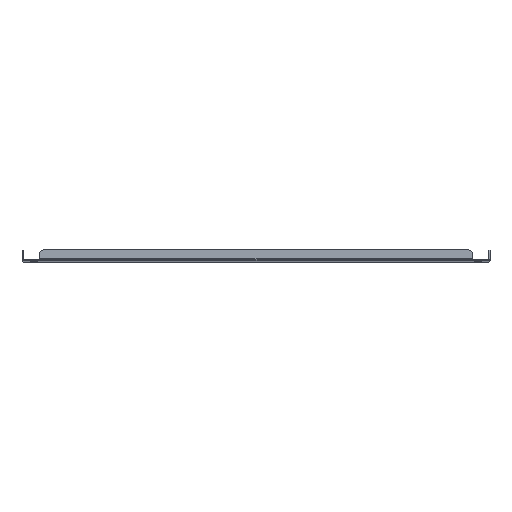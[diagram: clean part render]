
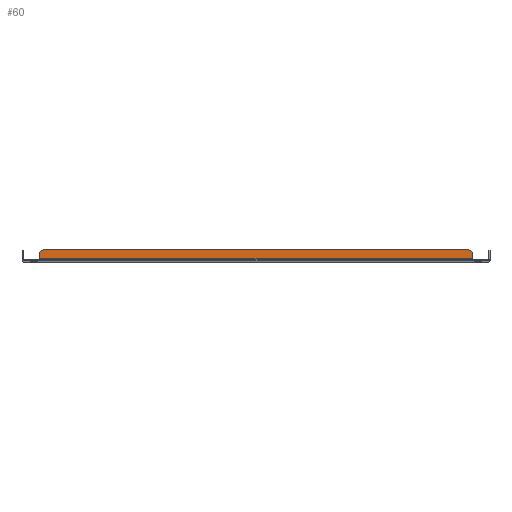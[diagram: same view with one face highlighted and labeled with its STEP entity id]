
A CAD part, top view. The second image highlights one B-rep face of the part: STEP entity #60.
In plain terms, the highlighted planar face has unit normal (0, 0, 1).
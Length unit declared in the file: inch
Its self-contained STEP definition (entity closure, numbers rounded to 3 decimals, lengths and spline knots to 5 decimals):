
#12 = ORIENTED_EDGE ( 'NONE', *, *, #1813, .F. ) ;
#35 = DIRECTION ( 'NONE',  ( 0., 0., -1. ) ) ;
#40 = VERTEX_POINT ( 'NONE', #1338 ) ;
#54 = EDGE_CURVE ( 'NONE', #512, #40, #1941, .T. ) ;
#60 = ADVANCED_FACE ( 'NONE', ( #2180 ), #878, .F. ) ;
#62 = VERTEX_POINT ( 'NONE', #342 ) ;
#150 = EDGE_CURVE ( 'NONE', #1484, #62, #257, .T. ) ;
#166 = CARTESIAN_POINT ( 'NONE',  ( 14.99842, 0.5, 28.5 ) ) ;
#243 = AXIS2_PLACEMENT_3D ( 'NONE', #1528, #1850, #1712 ) ;
#257 = LINE ( 'NONE', #537, #461 ) ;
#287 = ORIENTED_EDGE ( 'NONE', *, *, #1300, .F. ) ;
#301 = ORIENTED_EDGE ( 'NONE', *, *, #54, .F. ) ;
#313 = DIRECTION ( 'NONE',  ( -1., 0., 0. ) ) ;
#325 = DIRECTION ( 'NONE',  ( 1., 0., 0. ) ) ;
#338 = CARTESIAN_POINT ( 'NONE',  ( 14.99842, 0.75, 28.5 ) ) ;
#342 = CARTESIAN_POINT ( 'NONE',  ( 15.24842, 0.5, 28.5 ) ) ;
#348 = DIRECTION ( 'NONE',  ( 0., -1., 0. ) ) ;
#357 = AXIS2_PLACEMENT_3D ( 'NONE', #1522, #35, #1880 ) ;
#370 = AXIS2_PLACEMENT_3D ( 'NONE', #166, #1508, #313 ) ;
#451 = LINE ( 'NONE', #668, #962 ) ;
#461 = VECTOR ( 'NONE', #1719, 39.37008 ) ;
#512 = VERTEX_POINT ( 'NONE', #2002 ) ;
#537 = CARTESIAN_POINT ( 'NONE',  ( 15.24842, 0.125, 28.5 ) ) ;
#668 = CARTESIAN_POINT ( 'NONE',  ( -15.24842, 0.125, 28.5 ) ) ;
#672 = VERTEX_POINT ( 'NONE', #338 ) ;
#805 = EDGE_LOOP ( 'NONE', ( #301, #1041, #1369, #1447, #287, #12 ) ) ;
#878 = PLANE ( 'NONE',  #357 ) ;
#884 = VECTOR ( 'NONE', #1140, 39.37008 ) ;
#940 = CARTESIAN_POINT ( 'NONE',  ( 15.24842, 0.125, 28.5 ) ) ;
#962 = VECTOR ( 'NONE', #348, 39.37008 ) ;
#991 = LINE ( 'NONE', #2158, #884 ) ;
#1032 = CARTESIAN_POINT ( 'NONE',  ( 16.375, 0.75, 28.5 ) ) ;
#1041 = ORIENTED_EDGE ( 'NONE', *, *, #1734, .T. ) ;
#1121 = CARTESIAN_POINT ( 'NONE',  ( -15.24842, 0.125, 28.5 ) ) ;
#1140 = DIRECTION ( 'NONE',  ( -1., 0., 0. ) ) ;
#1237 = CIRCLE ( 'NONE', #370, 0.25 ) ;
#1300 = EDGE_CURVE ( 'NONE', #672, #62, #1237, .T. ) ;
#1302 = VECTOR ( 'NONE', #325, 39.37008 ) ;
#1338 = CARTESIAN_POINT ( 'NONE',  ( -14.99842, 0.75, 28.5 ) ) ;
#1369 = ORIENTED_EDGE ( 'NONE', *, *, #1605, .F. ) ;
#1447 = ORIENTED_EDGE ( 'NONE', *, *, #150, .T. ) ;
#1484 = VERTEX_POINT ( 'NONE', #940 ) ;
#1508 = DIRECTION ( 'NONE',  ( 0., 0., -1. ) ) ;
#1522 = CARTESIAN_POINT ( 'NONE',  ( 16.375, 0.09379, 28.5 ) ) ;
#1528 = CARTESIAN_POINT ( 'NONE',  ( -14.99842, 0.5, 28.5 ) ) ;
#1576 = VERTEX_POINT ( 'NONE', #1121 ) ;
#1605 = EDGE_CURVE ( 'NONE', #1484, #1576, #991, .T. ) ;
#1712 = DIRECTION ( 'NONE',  ( -1., 0., 0. ) ) ;
#1719 = DIRECTION ( 'NONE',  ( 0., 1., 0. ) ) ;
#1734 = EDGE_CURVE ( 'NONE', #512, #1576, #451, .T. ) ;
#1748 = LINE ( 'NONE', #1032, #1302 ) ;
#1813 = EDGE_CURVE ( 'NONE', #40, #672, #1748, .T. ) ;
#1850 = DIRECTION ( 'NONE',  ( 0., 0., -1. ) ) ;
#1880 = DIRECTION ( 'NONE',  ( 0., 1., 0. ) ) ;
#1941 = CIRCLE ( 'NONE', #243, 0.25 ) ;
#2002 = CARTESIAN_POINT ( 'NONE',  ( -15.24842, 0.5, 28.5 ) ) ;
#2158 = CARTESIAN_POINT ( 'NONE',  ( 15.24842, 0.125, 28.5 ) ) ;
#2180 = FACE_OUTER_BOUND ( 'NONE', #805, .T. ) ;
